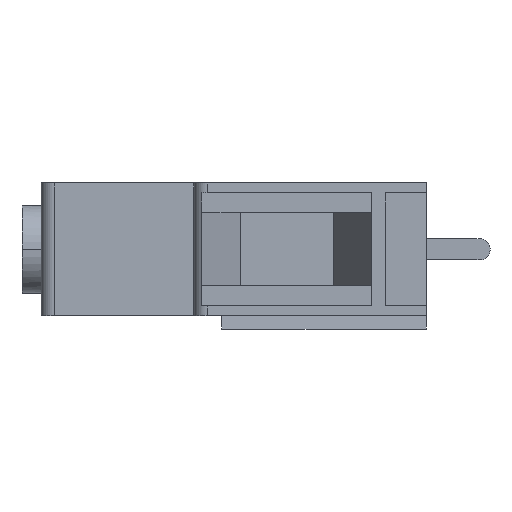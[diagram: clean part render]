
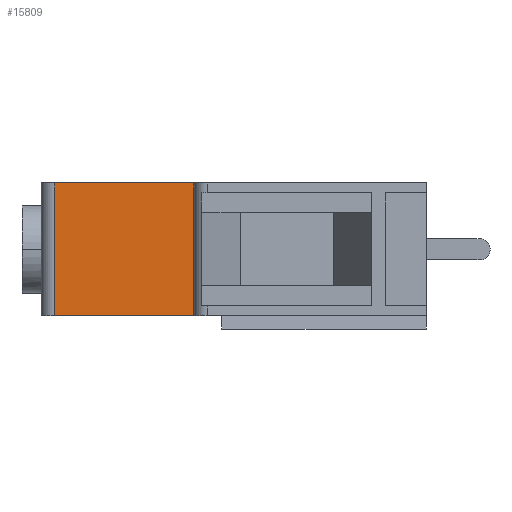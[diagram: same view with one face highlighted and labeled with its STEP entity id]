
A CAD part, left-side view. The second image highlights one B-rep face of the part: STEP entity #15809.
In plain terms, the highlighted planar face has unit normal (-1, 0, 0).
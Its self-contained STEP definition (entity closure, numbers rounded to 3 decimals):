
#50 = FACE_OUTER_BOUND ( 'NONE', #10308, .T. ) ;
#90 = VECTOR ( 'NONE', #3505, 1000. ) ;
#1335 = DIRECTION ( 'NONE',  ( 0., 0., -1. ) ) ;
#2644 = DIRECTION ( 'NONE',  ( 0., -1., 0. ) ) ;
#2745 = LINE ( 'NONE', #13267, #5478 ) ;
#2995 = CARTESIAN_POINT ( 'NONE',  ( -5.052, 0., 5. ) ) ;
#3505 = DIRECTION ( 'NONE',  ( 0., 0., -1. ) ) ;
#4773 = EDGE_CURVE ( 'NONE', #5091, #13292, #10953, .T. ) ;
#5091 = VERTEX_POINT ( 'NONE', #16266 ) ;
#5344 = DIRECTION ( 'NONE',  ( 0., -1., 0. ) ) ;
#5478 = VECTOR ( 'NONE', #2644, 1000. ) ;
#5539 = AXIS2_PLACEMENT_3D ( 'NONE', #15126, #18300, #1335 ) ;
#7285 = ORIENTED_EDGE ( 'NONE', *, *, #8724, .F. ) ;
#7873 = EDGE_CURVE ( 'NONE', #13292, #15654, #2745, .T. ) ;
#8517 = VERTEX_POINT ( 'NONE', #2995 ) ;
#8724 = EDGE_CURVE ( 'NONE', #5091, #8517, #15650, .T. ) ;
#10308 = EDGE_LOOP ( 'NONE', ( #17694, #18207, #7285, #16341 ) ) ;
#10953 = LINE ( 'NONE', #11047, #90 ) ;
#11047 = CARTESIAN_POINT ( 'NONE',  ( -5.052, 10.5, 5. ) ) ;
#12261 = PLANE ( 'NONE',  #5539 ) ;
#12763 = CARTESIAN_POINT ( 'NONE',  ( -5.052, 0., -5. ) ) ;
#13267 = CARTESIAN_POINT ( 'NONE',  ( -5.052, 0., -5. ) ) ;
#13292 = VERTEX_POINT ( 'NONE', #13553 ) ;
#13553 = CARTESIAN_POINT ( 'NONE',  ( -5.052, 10.5, -5. ) ) ;
#15047 = VECTOR ( 'NONE', #17355, 1000. ) ;
#15126 = CARTESIAN_POINT ( 'NONE',  ( -5.052, 0., 5. ) ) ;
#15650 = LINE ( 'NONE', #17038, #18489 ) ;
#15654 = VERTEX_POINT ( 'NONE', #12763 ) ;
#15809 = ADVANCED_FACE ( 'NONE', ( #50 ), #12261, .F. ) ;
#16063 = LINE ( 'NONE', #19237, #15047 ) ;
#16266 = CARTESIAN_POINT ( 'NONE',  ( -5.052, 10.5, 5. ) ) ;
#16341 = ORIENTED_EDGE ( 'NONE', *, *, #4773, .T. ) ;
#17038 = CARTESIAN_POINT ( 'NONE',  ( -5.052, 0., 5. ) ) ;
#17355 = DIRECTION ( 'NONE',  ( 0., 0., -1. ) ) ;
#17694 = ORIENTED_EDGE ( 'NONE', *, *, #7873, .T. ) ;
#18207 = ORIENTED_EDGE ( 'NONE', *, *, #18672, .F. ) ;
#18300 = DIRECTION ( 'NONE',  ( 1., 0., 0. ) ) ;
#18489 = VECTOR ( 'NONE', #5344, 1000. ) ;
#18672 = EDGE_CURVE ( 'NONE', #8517, #15654, #16063, .T. ) ;
#19237 = CARTESIAN_POINT ( 'NONE',  ( -5.052, 0., 5. ) ) ;
